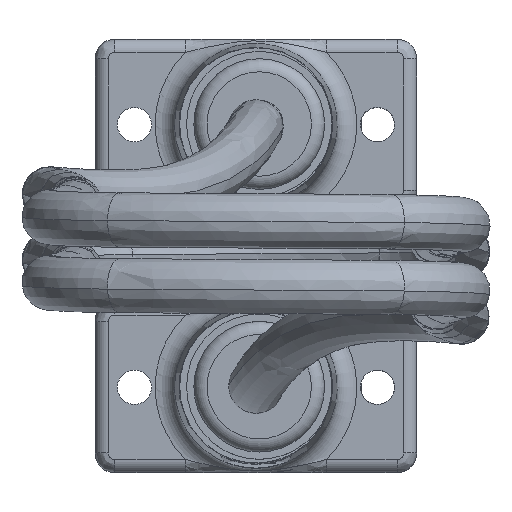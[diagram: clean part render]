
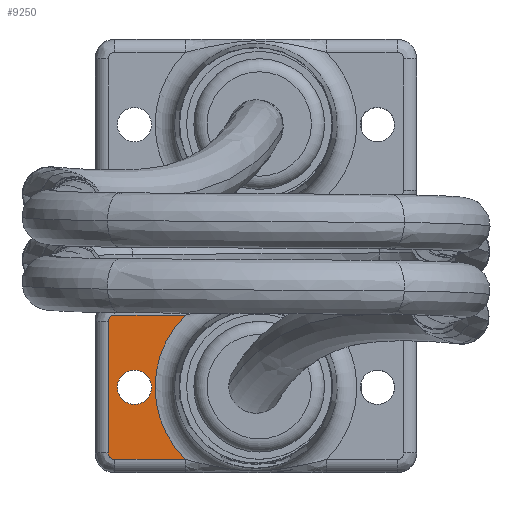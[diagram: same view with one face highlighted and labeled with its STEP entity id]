
A CAD part, top view. The second image highlights one B-rep face of the part: STEP entity #9250.
In plain terms, the highlighted face is planar.
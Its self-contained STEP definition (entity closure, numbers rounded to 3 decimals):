
#65=LINE('',#19160,#985);
#67=LINE('',#19180,#987);
#69=LINE('',#19197,#989);
#985=VECTOR('',#9994,10.776);
#987=VECTOR('',#10006,20.);
#989=VECTOR('',#10016,10.776);
#2736=PLANE('',#9818);
#2779=FACE_BOUND('',#3996,.T.);
#3477=FACE_OUTER_BOUND('',#3995,.T.);
#3995=EDGE_LOOP('',(#8764,#8765,#8766,#8767,#8768,#8769));
#3996=EDGE_LOOP('',(#8770));
#4059=CIRCLE('',#9337,1.);
#4063=CIRCLE('',#9342,1.);
#4066=CIRCLE('',#9348,15.362);
#4138=CIRCLE('',#9723,2.608);
#4217=VERTEX_POINT('',#18950);
#4228=VERTEX_POINT('',#19112);
#4230=VERTEX_POINT('',#19156);
#4232=VERTEX_POINT('',#19170);
#4234=VERTEX_POINT('',#19176);
#4236=VERTEX_POINT('',#19190);
#4895=VERTEX_POINT('',#22062);
#5100=EDGE_CURVE('',#4228,#4230,#65,.T.);
#5103=EDGE_CURVE('',#4230,#4232,#4059,.T.);
#5106=EDGE_CURVE('',#4232,#4234,#67,.T.);
#5109=EDGE_CURVE('',#4234,#4236,#4063,.T.);
#5111=EDGE_CURVE('',#4236,#4217,#69,.T.);
#5114=EDGE_CURVE('',#4217,#4228,#4066,.T.);
#6089=EDGE_CURVE('',#4895,#4895,#4138,.T.);
#8764=ORIENTED_EDGE('',*,*,#5100,.F.);
#8765=ORIENTED_EDGE('',*,*,#5114,.F.);
#8766=ORIENTED_EDGE('',*,*,#5111,.F.);
#8767=ORIENTED_EDGE('',*,*,#5109,.F.);
#8768=ORIENTED_EDGE('',*,*,#5106,.F.);
#8769=ORIENTED_EDGE('',*,*,#5103,.F.);
#8770=ORIENTED_EDGE('',*,*,#6089,.T.);
#9250=ADVANCED_FACE('',(#3477,#2779),#2736,.F.);
#9337=AXIS2_PLACEMENT_3D('',#19174,#9999,#10000);
#9342=AXIS2_PLACEMENT_3D('',#19194,#10011,#10012);
#9348=AXIS2_PLACEMENT_3D('',#19203,#10025,#10026);
#9723=AXIS2_PLACEMENT_3D('',#22063,#11569,#11570);
#9818=AXIS2_PLACEMENT_3D('',#22445,#11873,#11874);
#9994=DIRECTION('',(0.,-1.,0.));
#9999=DIRECTION('center_axis',(1.,0.,0.));
#10000=DIRECTION('ref_axis',(0.,-0.707,0.707));
#10006=DIRECTION('',(0.,0.,-1.));
#10011=DIRECTION('center_axis',(1.,0.,0.));
#10012=DIRECTION('ref_axis',(0.,-0.707,-0.707));
#10016=DIRECTION('',(0.,1.,0.));
#10025=DIRECTION('center_axis',(-1.,0.,0.));
#10026=DIRECTION('ref_axis',(0.,0.,-1.));
#11569=DIRECTION('center_axis',(1.,0.,0.));
#11570=DIRECTION('ref_axis',(0.,0.,-1.));
#11873=DIRECTION('center_axis',(1.,0.,0.));
#11874=DIRECTION('ref_axis',(0.,0.,-1.));
#18950=CARTESIAN_POINT('',(19.7,-35.224,107.718));
#19112=CARTESIAN_POINT('',(19.7,-35.224,129.718));
#19156=CARTESIAN_POINT('',(19.7,-46.,129.718));
#19160=CARTESIAN_POINT('',(19.7,-13.75,129.718));
#19170=CARTESIAN_POINT('',(19.7,-47.,128.718));
#19174=CARTESIAN_POINT('Origin',(19.7,-46.,128.718));
#19176=CARTESIAN_POINT('',(19.7,-47.,108.718));
#19180=CARTESIAN_POINT('',(19.7,-47.,123.718));
#19190=CARTESIAN_POINT('',(19.7,-46.,107.718));
#19194=CARTESIAN_POINT('Origin',(19.7,-46.,108.718));
#19197=CARTESIAN_POINT('',(19.7,-35.25,107.718));
#19203=CARTESIAN_POINT('Origin',(19.7,-24.5,118.718));
#22062=CARTESIAN_POINT('',(19.7,-43.,121.326));
#22063=CARTESIAN_POINT('Origin',(19.7,-43.,118.718));
#22445=CARTESIAN_POINT('Origin',(19.7,-24.5,118.718));
